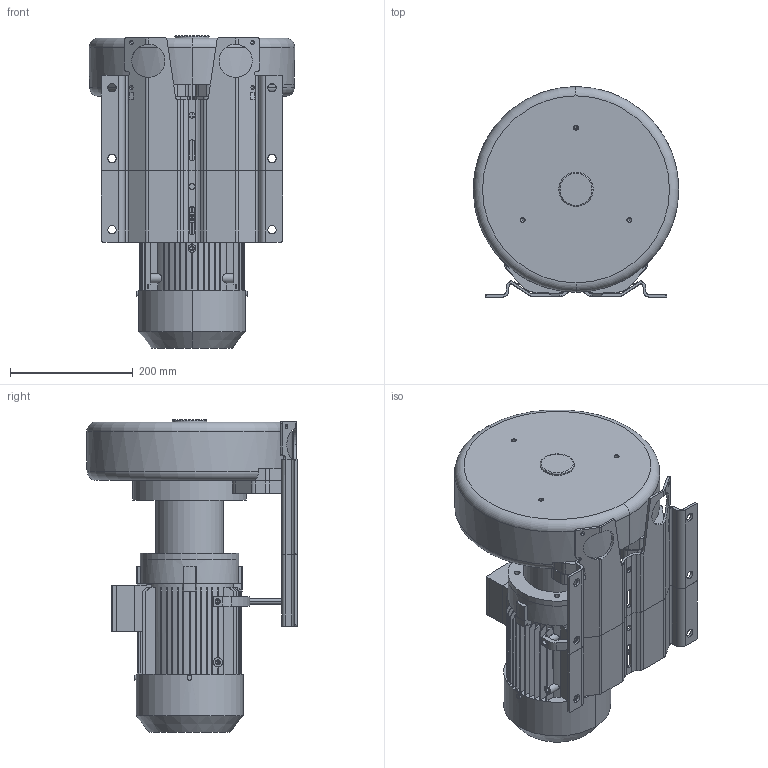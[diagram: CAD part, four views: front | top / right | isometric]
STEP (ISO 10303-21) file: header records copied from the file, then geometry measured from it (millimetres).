
FILE_DESCRIPTION((''),'2;1');
FILE_NAME('MD-001300_ASM','2014-03-26T',('rnennstiel'),('vacuvane vacuum technology gmbh'),'PRO/ENGINEER BY PARAMETRIC TECHNOLOGY CORPORATION, 2010140','PRO/ENGINEER BY PARAMETRIC TECHNOLOGY CORPORATION, 2010140','');
FILE_SCHEMA(('AUTOMOTIVE_DESIGN_CC2 { 1 2 10303 214 -1 1 5 2 }'));
Length unit declared in the file: millimetre
Products named in the file (9): MD-000935; MD-000227; MD-001342; MD-000484; MD-000905; MD-000904_ASM; MD-000908; MD-000366; MD-001300_ASM
Assembly tree (9 placements, depth 3):
  MD-001300_ASM
    MD-000935
    MD-000227
    MD-001342
    MD-000904_ASM
      MD-000484
      MD-000905
    MD-000908
    MD-000366  x2
Bounding box: 334 x 342 x 508.8 mm (x, y, z)
Volume: 15088694.8 mm3; surface area: 1052247.3 mm2
Topology: 8 solids, 19 shells, 849 faces, 2375 edges, 1555 vertices
Faces by surface type: plane 390, cylinder 319, cone 127, torus 5, bspline 4, extrusion 4
Entity records: 29775 total; most frequent: CARTESIAN_POINT 7778, DIRECTION 4526, ORIENTED_EDGE 4526, EDGE_CURVE 2285, AXIS2_PLACEMENT_3D 1658, VERTEX_POINT 1511, VECTOR 1210, LINE 1206
